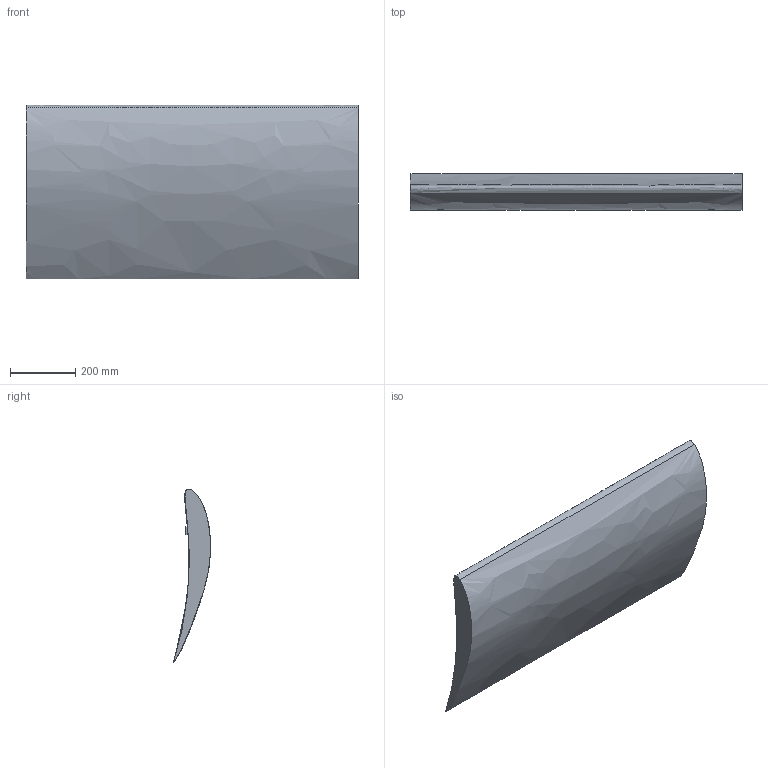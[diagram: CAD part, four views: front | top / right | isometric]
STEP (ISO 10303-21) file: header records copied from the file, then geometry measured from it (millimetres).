
FILE_DESCRIPTION (( 'STEP AP214' ), '1' );
FILE_NAME ('RW1_v1.STEP', '2024-11-14T16:04:01', ( '' ), ( '' ), 'SwSTEP 2.0', 'SolidWorks 2024', '' );
FILE_SCHEMA (( 'AUTOMOTIVE_DESIGN' ));
Length unit declared in the file: inch
Products named in the file (1): RW1_v1
Bounding box: 1016 x 113.69 x 531.42 mm (x, y, z)
Volume: 24035288.9 mm3; surface area: 1184016.3 mm2
Topology: 1 solids, 1 shells, 24 faces, 54 edges, 36 vertices
Faces by surface type: plane 22, bspline 2
Entity records: 997 total; most frequent: CARTESIAN_POINT 457, ORIENTED_EDGE 108, DIRECTION 88, EDGE_CURVE 54, VECTOR 42, LINE 42, VERTEX_POINT 36, EDGE_LOOP 28
